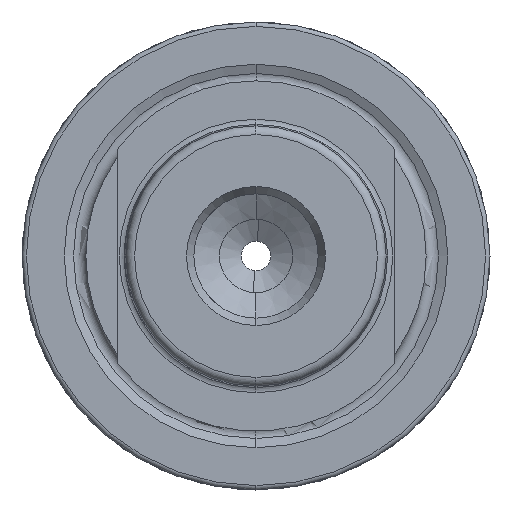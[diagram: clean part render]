
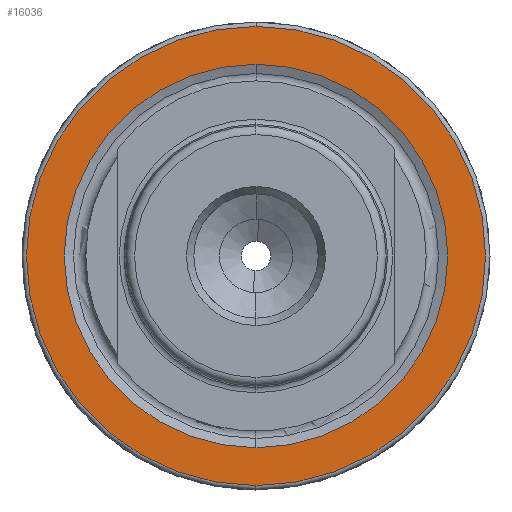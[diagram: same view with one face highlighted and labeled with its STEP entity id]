
A CAD part, left-side view. The second image highlights one B-rep face of the part: STEP entity #16036.
In plain terms, the highlighted planar face has unit normal (-1, 0, 0).
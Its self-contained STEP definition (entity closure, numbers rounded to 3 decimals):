
#942 = CARTESIAN_POINT ( 'NONE',  ( 18., 0., 0. ) ) ;
#943 = DIRECTION ( 'NONE',  ( -1., 0., 0. ) ) ;
#944 = DIRECTION ( 'NONE',  ( 0., 0., 1. ) ) ;
#954 = CARTESIAN_POINT ( 'NONE',  ( 18., 0., 0. ) ) ;
#955 = DIRECTION ( 'NONE',  ( -1., 0., 0. ) ) ;
#956 = DIRECTION ( 'NONE',  ( 0., 0., 1. ) ) ;
#1498 = EDGE_CURVE ( 'NONE', #13871, #13875, #1623, .T. ) ;
#1502 = EDGE_CURVE ( 'NONE', #13893, #14722, #1629, .T. ) ;
#1623 = CIRCLE ( 'NONE', #1626, 15.7 ) ;
#1626 = AXIS2_PLACEMENT_3D ( 'NONE', #942, #943, #944 ) ;
#1629 = CIRCLE ( 'NONE', #15778, 13.109 ) ;
#7121 = CIRCLE ( 'NONE', #7124, 13.109 ) ;
#7123 = CIRCLE ( 'NONE', #7126, 15.7 ) ;
#7124 = AXIS2_PLACEMENT_3D ( 'NONE', #7164, #7165, #7166 ) ;
#7126 = AXIS2_PLACEMENT_3D ( 'NONE', #7167, #7168, #7169 ) ;
#7164 = CARTESIAN_POINT ( 'NONE',  ( 18., 0., 0. ) ) ;
#7165 = DIRECTION ( 'NONE',  ( -1., 0., 0. ) ) ;
#7166 = DIRECTION ( 'NONE',  ( 0., 0., 1. ) ) ;
#7167 = CARTESIAN_POINT ( 'NONE',  ( 18., 0., 0. ) ) ;
#7168 = DIRECTION ( 'NONE',  ( -1., 0., 0. ) ) ;
#7169 = DIRECTION ( 'NONE',  ( 0., 0., 1. ) ) ;
#7544 = CARTESIAN_POINT ( 'NONE',  ( 18., 0., 15.7 ) ) ;
#7548 = CARTESIAN_POINT ( 'NONE',  ( 18., 0., -15.7 ) ) ;
#7566 = CARTESIAN_POINT ( 'NONE',  ( 18., 0., -13.109 ) ) ;
#8908 = CARTESIAN_POINT ( 'NONE',  ( 18., 0., 13.109 ) ) ;
#9502 = CARTESIAN_POINT ( 'NONE',  ( 18., 13.109, 0. ) ) ;
#9505 = FACE_BOUND ( 'NONE', #13484, .T. ) ;
#9506 = FACE_OUTER_BOUND ( 'NONE', #13500, .T. ) ;
#9507 = PLANE ( 'NONE',  #16142 ) ;
#9509 = DIRECTION ( 'NONE',  ( 1., 0., 0. ) ) ;
#9510 = DIRECTION ( 'NONE',  ( 0., 0., -1. ) ) ;
#9871 = ORIENTED_EDGE ( 'NONE', *, *, #1498, .T. ) ;
#9872 = ORIENTED_EDGE ( 'NONE', *, *, #10322, .T. ) ;
#9877 = ORIENTED_EDGE ( 'NONE', *, *, #10321, .F. ) ;
#9887 = ORIENTED_EDGE ( 'NONE', *, *, #1502, .F. ) ;
#10321 = EDGE_CURVE ( 'NONE', #14722, #13893, #7121, .T. ) ;
#10322 = EDGE_CURVE ( 'NONE', #13875, #13871, #7123, .T. ) ;
#13484 = EDGE_LOOP ( 'NONE', ( #9877, #9887 ) ) ;
#13500 = EDGE_LOOP ( 'NONE', ( #9871, #9872 ) ) ;
#13871 = VERTEX_POINT ( 'NONE', #7544 ) ;
#13875 = VERTEX_POINT ( 'NONE', #7548 ) ;
#13893 = VERTEX_POINT ( 'NONE', #7566 ) ;
#14722 = VERTEX_POINT ( 'NONE', #8908 ) ;
#15778 = AXIS2_PLACEMENT_3D ( 'NONE', #954, #955, #956 ) ;
#16036 = ADVANCED_FACE ( 'NONE', ( #9505, #9506 ), #9507, .F. ) ;
#16142 = AXIS2_PLACEMENT_3D ( 'NONE', #9502, #9509, #9510 ) ;
